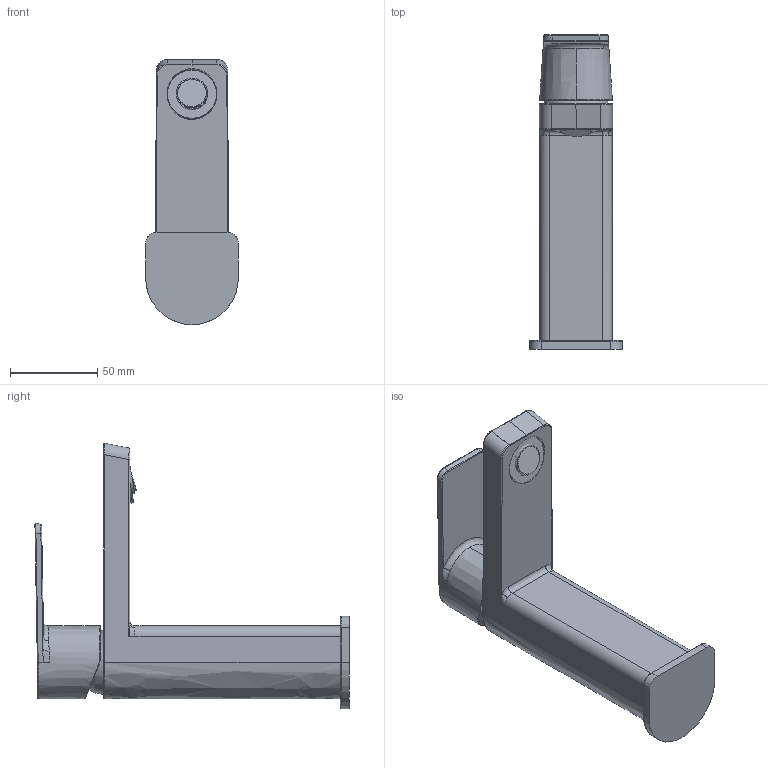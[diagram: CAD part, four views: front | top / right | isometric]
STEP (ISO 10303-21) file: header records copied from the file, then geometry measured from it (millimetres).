
FILE_DESCRIPTION (( 'STEP AP203' ), '1' );
FILE_NAME ('57192273(2021).STEP', '2020-10-22T09:18:44', ( '' ), ( '' ), 'SwSTEP 2.0', 'SolidWorks 2016', '' );
FILE_SCHEMA (( 'CONFIG_CONTROL_DESIGN' ));
Length unit declared in the file: millimetre
Products named in the file (1): 57192273(2021)
Bounding box: 53.17 x 180.49 x 152.5 mm (x, y, z)
Volume: 357902.8 mm3; surface area: 59017.1 mm2
Topology: 6 solids, 6 shells, 134 faces, 311 edges, 191 vertices
Faces by surface type: bspline 62, cylinder 35, plane 27, cone 8, torus 2
Entity records: 8597 total; most frequent: CARTESIAN_POINT 5897, ORIENTED_EDGE 616, DIRECTION 435, EDGE_CURVE 308, VERTEX_POINT 191, AXIS2_PLACEMENT_3D 170, EDGE_LOOP 139, FACE_OUTER_BOUND 134
